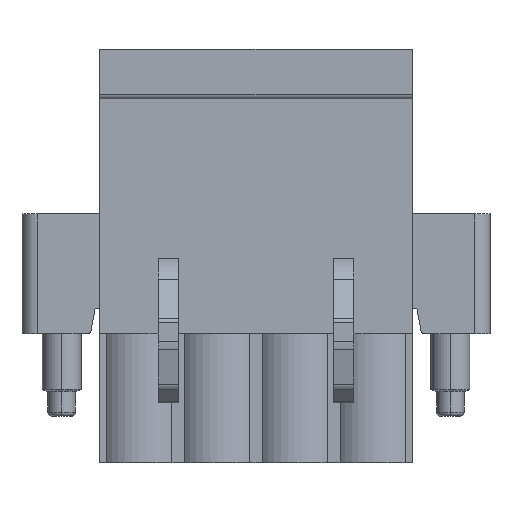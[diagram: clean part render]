
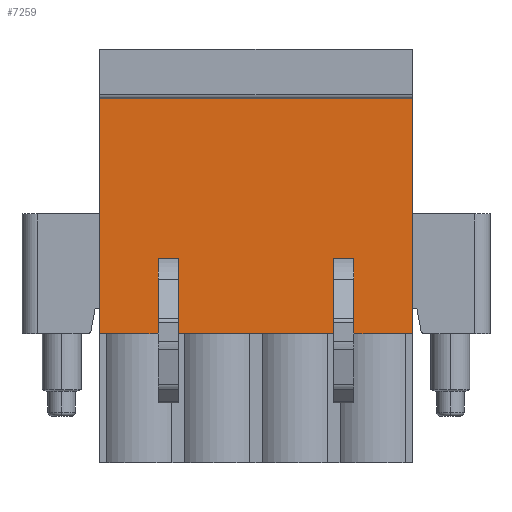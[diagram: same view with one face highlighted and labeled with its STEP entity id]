
A CAD part, top view. The second image highlights one B-rep face of the part: STEP entity #7259.
In plain terms, the highlighted planar face has unit normal (0, 0, 1).
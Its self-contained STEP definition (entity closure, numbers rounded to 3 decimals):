
#93=DIRECTION('',(0.,-1.,0.));
#94=VECTOR('',#93,15.1);
#95=CARTESIAN_POINT('',(0.,9.44,6.96));
#96=LINE('',#95,#94);
#203=DIRECTION('',(1.,0.,0.));
#204=VECTOR('',#203,3.75);
#205=CARTESIAN_POINT('',(0.,-5.66,6.96));
#206=LINE('',#205,#204);
#211=DIRECTION('',(1.,0.,0.));
#212=VECTOR('',#211,10.);
#213=CARTESIAN_POINT('',(5.05,-5.66,6.96));
#214=LINE('',#213,#212);
#219=DIRECTION('',(1.,0.,0.));
#220=VECTOR('',#219,3.75);
#221=CARTESIAN_POINT('',(16.35,-5.66,6.96));
#222=LINE('',#221,#220);
#517=DIRECTION('',(0.,-1.,0.));
#518=VECTOR('',#517,15.1);
#519=CARTESIAN_POINT('',(20.1,9.44,6.96));
#520=LINE('',#519,#518);
#2071=DIRECTION('',(0.,1.,0.));
#2072=VECTOR('',#2071,4.844);
#2073=CARTESIAN_POINT('',(3.75,-5.66,6.96));
#2074=LINE('',#2073,#2072);
#2075=DIRECTION('',(1.,0.,0.));
#2076=VECTOR('',#2075,20.1);
#2077=CARTESIAN_POINT('',(0.,9.44,6.96));
#2078=LINE('',#2077,#2076);
#2079=DIRECTION('',(0.,1.,0.));
#2080=VECTOR('',#2079,4.844);
#2081=CARTESIAN_POINT('',(16.35,-5.66,6.96));
#2082=LINE('',#2081,#2080);
#2083=DIRECTION('',(1.,0.,0.));
#2084=VECTOR('',#2083,1.3);
#2085=CARTESIAN_POINT('',(15.05,-0.816,6.96));
#2086=LINE('',#2085,#2084);
#2087=DIRECTION('',(0.,1.,0.));
#2088=VECTOR('',#2087,4.844);
#2089=CARTESIAN_POINT('',(15.05,-5.66,6.96));
#2090=LINE('',#2089,#2088);
#2091=DIRECTION('',(0.,1.,0.));
#2092=VECTOR('',#2091,4.844);
#2093=CARTESIAN_POINT('',(5.05,-5.66,6.96));
#2094=LINE('',#2093,#2092);
#2095=DIRECTION('',(1.,0.,0.));
#2096=VECTOR('',#2095,1.3);
#2097=CARTESIAN_POINT('',(3.75,-0.816,6.96));
#2098=LINE('',#2097,#2096);
#3523=CARTESIAN_POINT('',(0.,9.44,6.96));
#3524=VERTEX_POINT('',#3523);
#3525=CARTESIAN_POINT('',(0.,-5.66,6.96));
#3526=VERTEX_POINT('',#3525);
#3563=CARTESIAN_POINT('',(20.1,9.44,6.96));
#3564=VERTEX_POINT('',#3563);
#3565=CARTESIAN_POINT('',(20.1,-5.66,6.96));
#3566=VERTEX_POINT('',#3565);
#4519=CARTESIAN_POINT('',(16.35,-5.66,6.96));
#4520=CARTESIAN_POINT('',(16.35,-0.816,6.96));
#4521=VERTEX_POINT('',#4519);
#4522=VERTEX_POINT('',#4520);
#4523=CARTESIAN_POINT('',(15.05,-5.66,6.96));
#4524=CARTESIAN_POINT('',(15.05,-0.816,6.96));
#4525=VERTEX_POINT('',#4523);
#4526=VERTEX_POINT('',#4524);
#4587=CARTESIAN_POINT('',(3.75,-5.66,6.96));
#4588=VERTEX_POINT('',#4587);
#4589=CARTESIAN_POINT('',(3.75,-0.816,6.96));
#4590=VERTEX_POINT('',#4589);
#4591=CARTESIAN_POINT('',(5.05,-5.66,6.96));
#4592=VERTEX_POINT('',#4591);
#4593=CARTESIAN_POINT('',(5.05,-0.816,6.96));
#4594=VERTEX_POINT('',#4593);
#7234=CARTESIAN_POINT('',(0.,9.44,6.96));
#7235=DIRECTION('',(0.,0.,1.));
#7236=DIRECTION('',(0.,-1.,0.));
#7237=AXIS2_PLACEMENT_3D('',#7234,#7235,#7236);
#7238=PLANE('',#7237);
#7240=ORIENTED_EDGE('',*,*,#7239,.F.);
#7241=ORIENTED_EDGE('',*,*,#4758,.F.);
#7242=ORIENTED_EDGE('',*,*,#4640,.F.);
#7243=ORIENTED_EDGE('',*,*,#7229,.T.);
#7244=ORIENTED_EDGE('',*,*,#5146,.T.);
#7245=ORIENTED_EDGE('',*,*,#4774,.F.);
#7247=ORIENTED_EDGE('',*,*,#7246,.T.);
#7249=ORIENTED_EDGE('',*,*,#7248,.F.);
#7251=ORIENTED_EDGE('',*,*,#7250,.F.);
#7252=ORIENTED_EDGE('',*,*,#4766,.F.);
#7254=ORIENTED_EDGE('',*,*,#7253,.T.);
#7256=ORIENTED_EDGE('',*,*,#7255,.F.);
#7257=EDGE_LOOP('',(#7240,#7241,#7242,#7243,#7244,#7245,#7247,#7249,#7251,#7252,
#7254,#7256));
#7258=FACE_OUTER_BOUND('',#7257,.F.);
#7259=ADVANCED_FACE('',(#7258),#7238,.T.);
#4640=EDGE_CURVE('',#3524,#3526,#96,.T.);
#4758=EDGE_CURVE('',#3526,#4588,#206,.T.);
#4766=EDGE_CURVE('',#4592,#4525,#214,.T.);
#4774=EDGE_CURVE('',#4521,#3566,#222,.T.);
#5146=EDGE_CURVE('',#3564,#3566,#520,.T.);
#7229=EDGE_CURVE('',#3524,#3564,#2078,.T.);
#7239=EDGE_CURVE('',#4588,#4590,#2074,.T.);
#7246=EDGE_CURVE('',#4521,#4522,#2082,.T.);
#7248=EDGE_CURVE('',#4526,#4522,#2086,.T.);
#7250=EDGE_CURVE('',#4525,#4526,#2090,.T.);
#7253=EDGE_CURVE('',#4592,#4594,#2094,.T.);
#7255=EDGE_CURVE('',#4590,#4594,#2098,.T.);
